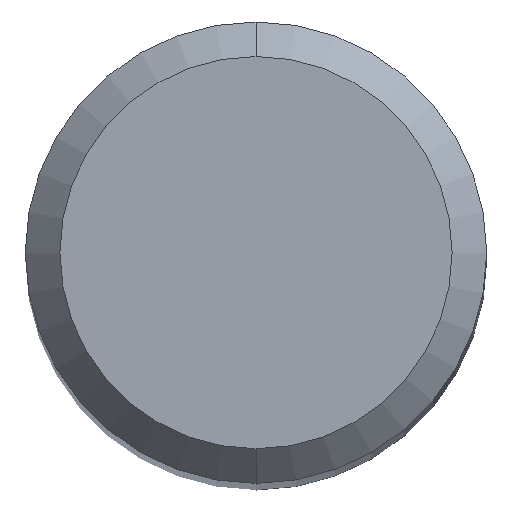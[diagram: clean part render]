
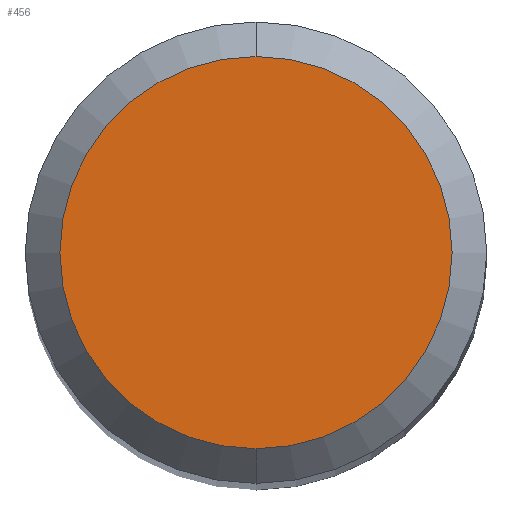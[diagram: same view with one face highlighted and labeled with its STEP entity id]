
A CAD part, top view. The second image highlights one B-rep face of the part: STEP entity #456.
In plain terms, the highlighted planar face has unit normal (0, 0, 1).
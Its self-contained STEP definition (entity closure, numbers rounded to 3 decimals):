
#244=EDGE_CURVE('',#380,#322,#584,.T.);
#264=EDGE_CURVE('',#322,#380,#607,.T.);
#322=VERTEX_POINT('',#673);
#380=VERTEX_POINT('',#737);
#456=ADVANCED_FACE('',(#820),#821,.T.);
#584=CIRCLE('',#991,1.7);
#607=CIRCLE('',#1020,1.7);
#673=CARTESIAN_POINT('',(0.,-1.7,0.0));
#737=CARTESIAN_POINT('',(0.0,1.7,0.0));
#820=FACE_OUTER_BOUND('',#1405,.T.);
#821=PLANE('',#1406);
#991=AXIS2_PLACEMENT_3D('',#1615,#1616,#1617);
#1020=AXIS2_PLACEMENT_3D('',#1653,#1654,#1655);
#1405=EDGE_LOOP('',(#1895,#1896));
#1406=AXIS2_PLACEMENT_3D('',#1897,#1898,#1899);
#1615=CARTESIAN_POINT('',(0.0,0.0,0.0));
#1616=DIRECTION('',(0.0,0.0,-1.0));
#1617=DIRECTION('',(0.0,1.0,0.0));
#1653=CARTESIAN_POINT('',(0.0,0.0,0.0));
#1654=DIRECTION('',(0.0,0.0,-1.0));
#1655=DIRECTION('',(0.0,1.0,0.0));
#1895=ORIENTED_EDGE('',*,*,#244,.F.);
#1896=ORIENTED_EDGE('',*,*,#264,.F.);
#1897=CARTESIAN_POINT('',(0.0,0.85,0.0));
#1898=DIRECTION('',(-0.0,0.0,1.0));
#1899=DIRECTION('',(0.0,-1.0,0.0));
